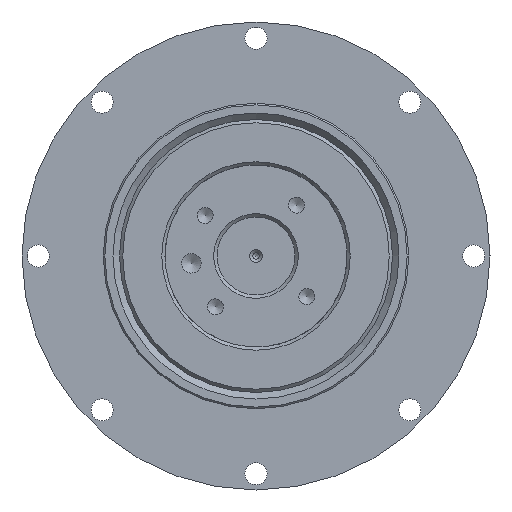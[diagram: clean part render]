
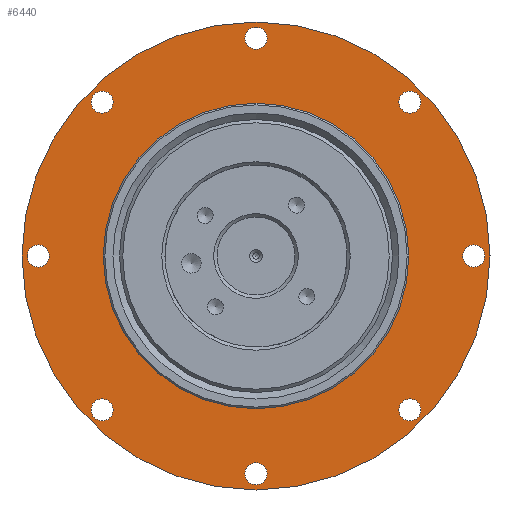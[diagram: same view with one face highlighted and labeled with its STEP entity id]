
A CAD part, left-side view. The second image highlights one B-rep face of the part: STEP entity #6440.
In plain terms, the highlighted planar face has unit normal (-1, 0, 0).
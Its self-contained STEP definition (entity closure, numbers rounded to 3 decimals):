
#1412=FACE_BOUND('',#2362,.T.);
#1413=FACE_BOUND('',#2363,.T.);
#1414=FACE_BOUND('',#2364,.T.);
#1415=FACE_BOUND('',#2365,.T.);
#1416=FACE_BOUND('',#2366,.T.);
#1417=FACE_BOUND('',#2367,.T.);
#1418=FACE_BOUND('',#2368,.T.);
#1419=FACE_BOUND('',#2369,.T.);
#1420=FACE_BOUND('',#2370,.T.);
#1788=FACE_OUTER_BOUND('',#2361,.T.);
#2361=EDGE_LOOP('',(#5209));
#2362=EDGE_LOOP('',(#5210));
#2363=EDGE_LOOP('',(#5211));
#2364=EDGE_LOOP('',(#5212));
#2365=EDGE_LOOP('',(#5213));
#2366=EDGE_LOOP('',(#5214));
#2367=EDGE_LOOP('',(#5215));
#2368=EDGE_LOOP('',(#5216));
#2369=EDGE_LOOP('',(#5217));
#2370=EDGE_LOOP('',(#5218));
#2918=CIRCLE('',#7106,36.);
#2919=CIRCLE('',#7107,1.7);
#2920=CIRCLE('',#7108,1.7);
#2921=CIRCLE('',#7109,1.7);
#2922=CIRCLE('',#7110,1.7);
#2923=CIRCLE('',#7111,1.7);
#2924=CIRCLE('',#7112,1.7);
#2925=CIRCLE('',#7113,1.7);
#2926=CIRCLE('',#7114,1.7);
#2927=CIRCLE('',#7115,23.5);
#3380=VERTEX_POINT('',#10538);
#3381=VERTEX_POINT('',#10540);
#3382=VERTEX_POINT('',#10542);
#3383=VERTEX_POINT('',#10544);
#3384=VERTEX_POINT('',#10546);
#3385=VERTEX_POINT('',#10548);
#3386=VERTEX_POINT('',#10550);
#3387=VERTEX_POINT('',#10552);
#3388=VERTEX_POINT('',#10554);
#3389=VERTEX_POINT('',#10556);
#4065=EDGE_CURVE('',#3380,#3380,#2918,.T.);
#4066=EDGE_CURVE('',#3381,#3381,#2919,.T.);
#4067=EDGE_CURVE('',#3382,#3382,#2920,.T.);
#4068=EDGE_CURVE('',#3383,#3383,#2921,.T.);
#4069=EDGE_CURVE('',#3384,#3384,#2922,.T.);
#4070=EDGE_CURVE('',#3385,#3385,#2923,.T.);
#4071=EDGE_CURVE('',#3386,#3386,#2924,.T.);
#4072=EDGE_CURVE('',#3387,#3387,#2925,.T.);
#4073=EDGE_CURVE('',#3388,#3388,#2926,.T.);
#4074=EDGE_CURVE('',#3389,#3389,#2927,.T.);
#5209=ORIENTED_EDGE('',*,*,#4065,.F.);
#5210=ORIENTED_EDGE('',*,*,#4066,.T.);
#5211=ORIENTED_EDGE('',*,*,#4067,.T.);
#5212=ORIENTED_EDGE('',*,*,#4068,.T.);
#5213=ORIENTED_EDGE('',*,*,#4069,.T.);
#5214=ORIENTED_EDGE('',*,*,#4070,.T.);
#5215=ORIENTED_EDGE('',*,*,#4071,.T.);
#5216=ORIENTED_EDGE('',*,*,#4072,.T.);
#5217=ORIENTED_EDGE('',*,*,#4073,.T.);
#5218=ORIENTED_EDGE('',*,*,#4074,.T.);
#6116=PLANE('',#7105);
#6440=ADVANCED_FACE('',(#1788,#1412,#1413,#1414,#1415,#1416,#1417,#1418,
#1419,#1420),#6116,.T.);
#7105=AXIS2_PLACEMENT_3D('',#10537,#8469,#8470);
#7106=AXIS2_PLACEMENT_3D('',#10539,#8471,#8472);
#7107=AXIS2_PLACEMENT_3D('',#10541,#8473,#8474);
#7108=AXIS2_PLACEMENT_3D('',#10543,#8475,#8476);
#7109=AXIS2_PLACEMENT_3D('',#10545,#8477,#8478);
#7110=AXIS2_PLACEMENT_3D('',#10547,#8479,#8480);
#7111=AXIS2_PLACEMENT_3D('',#10549,#8481,#8482);
#7112=AXIS2_PLACEMENT_3D('',#10551,#8483,#8484);
#7113=AXIS2_PLACEMENT_3D('',#10553,#8485,#8486);
#7114=AXIS2_PLACEMENT_3D('',#10555,#8487,#8488);
#7115=AXIS2_PLACEMENT_3D('',#10557,#8489,#8490);
#8469=DIRECTION('center_axis',(-1.,0.,0.));
#8470=DIRECTION('ref_axis',(0.,0.,1.));
#8471=DIRECTION('center_axis',(1.,0.,0.));
#8472=DIRECTION('ref_axis',(0.,0.,-1.));
#8473=DIRECTION('center_axis',(1.,0.,0.));
#8474=DIRECTION('ref_axis',(0.,-0.707,-0.707));
#8475=DIRECTION('center_axis',(1.,0.,0.));
#8476=DIRECTION('ref_axis',(0.,-1.,0.));
#8477=DIRECTION('center_axis',(1.,0.,0.));
#8478=DIRECTION('ref_axis',(0.,-0.707,0.707));
#8479=DIRECTION('center_axis',(1.,0.,0.));
#8480=DIRECTION('ref_axis',(0.,0.,
1.));
#8481=DIRECTION('center_axis',(1.,0.,0.));
#8482=DIRECTION('ref_axis',(0.,0.707,0.707));
#8483=DIRECTION('center_axis',(1.,0.,0.));
#8484=DIRECTION('ref_axis',(0.,1.,0.));
#8485=DIRECTION('center_axis',(1.,0.,0.));
#8486=DIRECTION('ref_axis',(0.,0.707,-0.707));
#8487=DIRECTION('center_axis',(1.,0.,0.));
#8488=DIRECTION('ref_axis',(0.,0.,-1.));
#8489=DIRECTION('center_axis',(1.,0.,0.));
#8490=DIRECTION('ref_axis',(0.,0.,-1.));
#10537=CARTESIAN_POINT('Origin',(-23.674,40.405,-61.385));
#10538=CARTESIAN_POINT('',(-23.674,40.405,-61.385));
#10539=CARTESIAN_POINT('Origin',(-23.674,4.405,-61.385));
#10540=CARTESIAN_POINT('',(-23.674,29.295,-83.871));
#10541=CARTESIAN_POINT('Origin',(-23.674,28.093,-85.073));
#10542=CARTESIAN_POINT('',(-23.674,6.105,-94.885));
#10543=CARTESIAN_POINT('Origin',(-23.674,4.405,-94.885));
#10544=CARTESIAN_POINT('',(-23.674,-18.081,-86.275));
#10545=CARTESIAN_POINT('Origin',(-23.674,-19.283,-85.073));
#10546=CARTESIAN_POINT('',(-23.674,-29.095,-63.085));
#10547=CARTESIAN_POINT('Origin',(-23.674,-29.095,-61.385));
#10548=CARTESIAN_POINT('',(-23.674,-20.485,-38.899));
#10549=CARTESIAN_POINT('Origin',(-23.674,-19.283,-37.697));
#10550=CARTESIAN_POINT('',(-23.674,2.705,-27.885));
#10551=CARTESIAN_POINT('Origin',(-23.674,4.405,-27.885));
#10552=CARTESIAN_POINT('',(-23.674,26.891,-36.495));
#10553=CARTESIAN_POINT('Origin',(-23.674,28.093,-37.697));
#10554=CARTESIAN_POINT('',(-23.674,37.905,-59.685));
#10555=CARTESIAN_POINT('Origin',(-23.674,37.905,-61.385));
#10556=CARTESIAN_POINT('',(-23.674,27.905,-61.385));
#10557=CARTESIAN_POINT('Origin',(-23.674,4.405,-61.385));
